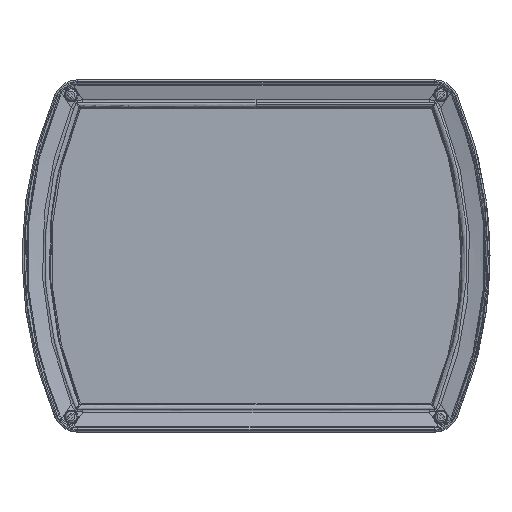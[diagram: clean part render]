
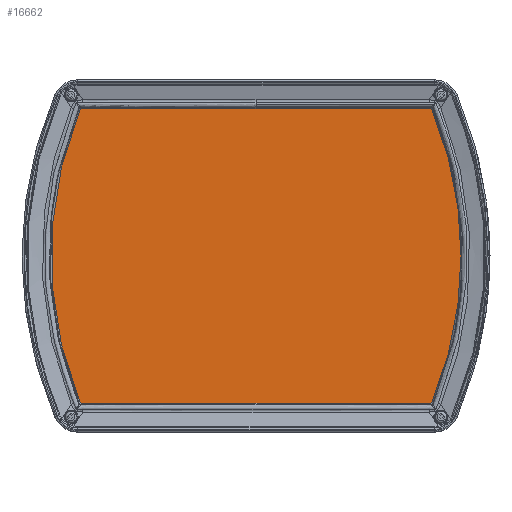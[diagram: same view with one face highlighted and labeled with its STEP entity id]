
A CAD part, top view. The second image highlights one B-rep face of the part: STEP entity #16662.
In plain terms, the highlighted planar face has unit normal (0, 0, 1).
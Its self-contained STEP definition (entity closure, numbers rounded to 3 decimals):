
#326 = CARTESIAN_POINT ( 'NONE',  ( -106.434, 88.317, 6.5 ) ) ;
#497 = CARTESIAN_POINT ( 'NONE',  ( 106.209, -88.628, 6.5 ) ) ;
#1485 = ORIENTED_EDGE ( 'NONE', *, *, #13880, .T. ) ;
#2402 = AXIS2_PLACEMENT_3D ( 'NONE', #26702, #59059, #31342 ) ;
#2906 = ORIENTED_EDGE ( 'NONE', *, *, #50592, .T. ) ;
#3732 = ORIENTED_EDGE ( 'NONE', *, *, #21503, .T. ) ;
#4383 = EDGE_CURVE ( 'NONE', #25956, #44842, #18611, .T. ) ;
#4513 = VECTOR ( 'NONE', #53890, 1000. ) ;
#4643 = CARTESIAN_POINT ( 'NONE',  ( 106.434, 88.316, 6.5 ) ) ;
#5120 = AXIS2_PLACEMENT_3D ( 'NONE', #50410, #22589, #54970 ) ;
#5131 = CARTESIAN_POINT ( 'NONE',  ( 106.434, -88.317, 6.5 ) ) ;
#5220 = ORIENTED_EDGE ( 'NONE', *, *, #31903, .T. ) ;
#5347 = VERTEX_POINT ( 'NONE', #41122 ) ;
#6907 = CARTESIAN_POINT ( 'NONE',  ( -106.21, -88.627, 6.5 ) ) ;
#9264 = CARTESIAN_POINT ( 'NONE',  ( 106.37, 88.427, 6.5 ) ) ;
#9377 = CARTESIAN_POINT ( 'NONE',  ( -105.283, 89., 6.5 ) ) ;
#10142 = CARTESIAN_POINT ( 'NONE',  ( 106.15, 89., 6.5 ) ) ;
#11599 = CARTESIAN_POINT ( 'NONE',  ( -105.904, -88.856, 6.5 ) ) ;
#12091 = EDGE_CURVE ( 'NONE', #44842, #12243, #53061, .T. ) ;
#12243 = VERTEX_POINT ( 'NONE', #15579 ) ;
#13669 = CARTESIAN_POINT ( 'NONE',  ( -105.412, 89., 6.5 ) ) ;
#13880 = EDGE_CURVE ( 'NONE', #28131, #33279, #30597, .T. ) ;
#13975 = CARTESIAN_POINT ( 'NONE',  ( 106.115, 88.714, 6.5 ) ) ;
#14260 = CARTESIAN_POINT ( 'NONE',  ( 105.283, -89., 6.5 ) ) ;
#14656 = DIRECTION ( 'NONE',  ( -1., 0., 0. ) ) ;
#15221 = EDGE_CURVE ( 'NONE', #12243, #44848, #26891, .T. ) ;
#15579 = CARTESIAN_POINT ( 'NONE',  ( 105.283, 89., 6.5 ) ) ;
#16279 = CARTESIAN_POINT ( 'NONE',  ( -105.541, -88.982, 6.5 ) ) ;
#16434 = ORIENTED_EDGE ( 'NONE', *, *, #33628, .T. ) ;
#16662 = ADVANCED_FACE ( 'NONE', ( #47081 ), #52257, .T. ) ;
#16798 = CIRCLE ( 'NONE', #2402, 230.797 ) ;
#18611 = CIRCLE ( 'NONE', #46767, 230.797 ) ;
#18619 = CARTESIAN_POINT ( 'NONE',  ( 105.785, 88.911, 6.5 ) ) ;
#18687 = CARTESIAN_POINT ( 'NONE',  ( -105.283, -89., 6.5 ) ) ;
#18722 = CARTESIAN_POINT ( 'NONE',  ( -105.784, 88.912, 6.5 ) ) ;
#19874 = CARTESIAN_POINT ( 'NONE',  ( 124., 0., 6.5 ) ) ;
#20923 = CARTESIAN_POINT ( 'NONE',  ( -105.283, -89., 6.5 ) ) ;
#21503 = EDGE_CURVE ( 'NONE', #44848, #35975, #60051, .T. ) ;
#22589 = DIRECTION ( 'NONE',  ( 0., 0., 1. ) ) ;
#22968 = CARTESIAN_POINT ( 'NONE',  ( -106.797, 0., 6.5 ) ) ;
#23282 = CARTESIAN_POINT ( 'NONE',  ( 105.412, 89., 6.5 ) ) ;
#23387 = CARTESIAN_POINT ( 'NONE',  ( -106.113, 88.716, 6.5 ) ) ;
#23558 = CARTESIAN_POINT ( 'NONE',  ( 105.784, -88.912, 6.5 ) ) ;
#24749 = ORIENTED_EDGE ( 'NONE', *, *, #59622, .T. ) ;
#25388 = CARTESIAN_POINT ( 'NONE',  ( -106.483, -88.197, 6.5 ) ) ;
#25427 = VECTOR ( 'NONE', #14656, 1000. ) ;
#25956 = VERTEX_POINT ( 'NONE', #19874 ) ;
#26702 = CARTESIAN_POINT ( 'NONE',  ( -106.797, 0., 6.5 ) ) ;
#26838 = ORIENTED_EDGE ( 'NONE', *, *, #12091, .T. ) ;
#26891 = LINE ( 'NONE', #10142, #25427 ) ;
#27361 = CARTESIAN_POINT ( 'NONE',  ( 106.483, 88.197, 6.5 ) ) ;
#27649 = DIRECTION ( 'NONE',  ( 1., 0., 0. ) ) ;
#28044 = CARTESIAN_POINT ( 'NONE',  ( -106.368, 88.429, 6.5 ) ) ;
#28131 = VERTEX_POINT ( 'NONE', #32051 ) ;
#28236 = CARTESIAN_POINT ( 'NONE',  ( 106.113, -88.716, 6.5 ) ) ;
#29134 = DIRECTION ( 'NONE',  ( 1., 0., 0. ) ) ;
#30312 = EDGE_LOOP ( 'NONE', ( #24749, #1485, #16434, #5220, #2906, #59828, #26838, #57952, #3732 ) ) ;
#30597 = B_SPLINE_CURVE_WITH_KNOTS ( 'NONE', 3,
 ( #25388, #39151, #34663, #6907, #39349, #11599, #44045, #16279, #48753, #20923 ),
 .UNSPECIFIED., .F., .F.,
 ( 4, 2, 2, 2, 4 ),
 ( 0., 0., 0.001, 0.001, 0.002 ),
 .UNSPECIFIED. ) ;
#31342 = DIRECTION ( 'NONE',  ( 1., 0., 0. ) ) ;
#31903 = EDGE_CURVE ( 'NONE', #55112, #5347, #32347, .T. ) ;
#32010 = CARTESIAN_POINT ( 'NONE',  ( -105.283, 89., 6.5 ) ) ;
#32051 = CARTESIAN_POINT ( 'NONE',  ( -106.483, -88.197, 6.5 ) ) ;
#32347 = B_SPLINE_CURVE_WITH_KNOTS ( 'NONE', 3,
 ( #14260, #42014, #51364, #23558, #55933, #28236, #497, #32865, #5131, #37517 ),
 .UNSPECIFIED., .F., .F.,
 ( 4, 2, 2, 2, 4 ),
 ( 0., 0., 0.001, 0.001, 0.002 ),
 .UNSPECIFIED. ) ;
#32696 = CARTESIAN_POINT ( 'NONE',  ( -106.483, 88.197, 6.5 ) ) ;
#32865 = CARTESIAN_POINT ( 'NONE',  ( 106.368, -88.429, 6.5 ) ) ;
#33279 = VERTEX_POINT ( 'NONE', #18687 ) ;
#33555 = CARTESIAN_POINT ( 'NONE',  ( 106.797, 0., 6.5 ) ) ;
#33628 = EDGE_CURVE ( 'NONE', #33279, #55112, #40008, .T. ) ;
#34663 = CARTESIAN_POINT ( 'NONE',  ( -106.37, -88.427, 6.5 ) ) ;
#35975 = VERTEX_POINT ( 'NONE', #55998 ) ;
#37517 = CARTESIAN_POINT ( 'NONE',  ( 106.483, -88.197, 6.5 ) ) ;
#39151 = CARTESIAN_POINT ( 'NONE',  ( -106.434, -88.316, 6.5 ) ) ;
#39349 = CARTESIAN_POINT ( 'NONE',  ( -106.115, -88.714, 6.5 ) ) ;
#40008 = LINE ( 'NONE', #58714, #4513 ) ;
#41122 = CARTESIAN_POINT ( 'NONE',  ( 106.483, -88.197, 6.5 ) ) ;
#41710 = CARTESIAN_POINT ( 'NONE',  ( 106.21, 88.627, 6.5 ) ) ;
#42014 = CARTESIAN_POINT ( 'NONE',  ( 105.412, -89., 6.5 ) ) ;
#42253 = CIRCLE ( 'NONE', #5120, 230.797 ) ;
#44045 = CARTESIAN_POINT ( 'NONE',  ( -105.785, -88.911, 6.5 ) ) ;
#44842 = VERTEX_POINT ( 'NONE', #27361 ) ;
#44848 = VERTEX_POINT ( 'NONE', #32010 ) ;
#46411 = CARTESIAN_POINT ( 'NONE',  ( 105.904, 88.856, 6.5 ) ) ;
#46519 = CARTESIAN_POINT ( 'NONE',  ( -105.538, 88.983, 6.5 ) ) ;
#46767 = AXIS2_PLACEMENT_3D ( 'NONE', #22968, #55365, #27649 ) ;
#47081 = FACE_OUTER_BOUND ( 'NONE', #30312, .T. ) ;
#48753 = CARTESIAN_POINT ( 'NONE',  ( -105.412, -89., 6.5 ) ) ;
#50410 = CARTESIAN_POINT ( 'NONE',  ( 106.797, 0., 6.5 ) ) ;
#50592 = EDGE_CURVE ( 'NONE', #5347, #25956, #16798, .T. ) ;
#50875 = AXIS2_PLACEMENT_3D ( 'NONE', #33555, #56820, #29134 ) ;
#51096 = CARTESIAN_POINT ( 'NONE',  ( 105.541, 88.982, 6.5 ) ) ;
#51187 = CARTESIAN_POINT ( 'NONE',  ( -105.901, 88.858, 6.5 ) ) ;
#51364 = CARTESIAN_POINT ( 'NONE',  ( 105.538, -88.983, 6.5 ) ) ;
#52206 = CARTESIAN_POINT ( 'NONE',  ( 105.283, -89., 6.5 ) ) ;
#52257 = PLANE ( 'NONE',  #50875 ) ;
#53061 = B_SPLINE_CURVE_WITH_KNOTS ( 'NONE', 3,
 ( #55459, #4643, #9264, #41710, #13975, #46411, #18619, #51096, #23282, #55651 ),
 .UNSPECIFIED., .F., .F.,
 ( 4, 2, 2, 2, 4 ),
 ( 0., 0., 0.001, 0.001, 0.002 ),
 .UNSPECIFIED. ) ;
#53890 = DIRECTION ( 'NONE',  ( 1., 0., 0. ) ) ;
#54970 = DIRECTION ( 'NONE',  ( 1., 0., 0. ) ) ;
#55112 = VERTEX_POINT ( 'NONE', #52206 ) ;
#55365 = DIRECTION ( 'NONE',  ( 0., 0., 1. ) ) ;
#55459 = CARTESIAN_POINT ( 'NONE',  ( 106.483, 88.197, 6.5 ) ) ;
#55651 = CARTESIAN_POINT ( 'NONE',  ( 105.283, 89., 6.5 ) ) ;
#55762 = CARTESIAN_POINT ( 'NONE',  ( -106.209, 88.628, 6.5 ) ) ;
#55933 = CARTESIAN_POINT ( 'NONE',  ( 105.901, -88.858, 6.5 ) ) ;
#55998 = CARTESIAN_POINT ( 'NONE',  ( -106.483, 88.197, 6.5 ) ) ;
#56820 = DIRECTION ( 'NONE',  ( 0., 0., 1. ) ) ;
#57952 = ORIENTED_EDGE ( 'NONE', *, *, #15221, .T. ) ;
#58714 = CARTESIAN_POINT ( 'NONE',  ( -106.15, -89., 6.5 ) ) ;
#59059 = DIRECTION ( 'NONE',  ( 0., 0., 1. ) ) ;
#59622 = EDGE_CURVE ( 'NONE', #35975, #28131, #42253, .T. ) ;
#59828 = ORIENTED_EDGE ( 'NONE', *, *, #4383, .T. ) ;
#60051 = B_SPLINE_CURVE_WITH_KNOTS ( 'NONE', 3,
 ( #9377, #13669, #46519, #18722, #51187, #23387, #55762, #28044, #326, #32696 ),
 .UNSPECIFIED., .F., .F.,
 ( 4, 2, 2, 2, 4 ),
 ( 0., 0., 0.001, 0.001, 0.002 ),
 .UNSPECIFIED. ) ;
